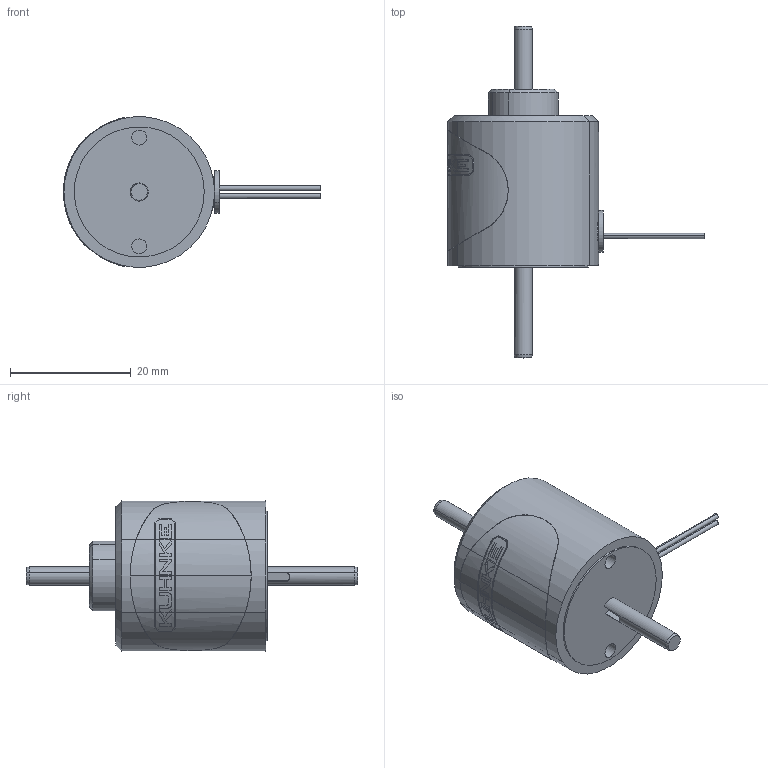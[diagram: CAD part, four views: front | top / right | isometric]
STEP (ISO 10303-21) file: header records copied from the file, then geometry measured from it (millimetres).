
FILE_DESCRIPTION(('CATIA V5 STEP Exchange'),'2;1');
FILE_NAME('D24-BOR-F-DS9420_10207250_1.stp','2014-04-02T08:55:15+00:00',('none'),('none'),'CATIA Version 5 Release 19 SP 9 (IN-10)','CATIA V5 STEP AP214','none');
FILE_SCHEMA(('AUTOMOTIVE_DESIGN { 1 0 10303 214 1 1 1 1 }'));
Length unit declared in the file: millimetre
Products named in the file (1): 10207250________--___0_AllCATPart
Bounding box: 42.55 x 54.9 x 24.82 mm (x, y, z)
Volume: 12772.5 mm3; surface area: 4594.4 mm2
Topology: 2 solids, 2 shells, 170 faces, 432 edges, 286 vertices
Faces by surface type: plane 99, cylinder 59, cone 8, torus 2, extrusion 2
Entity records: 5733 total; most frequent: CARTESIAN_POINT 1260, ORIENTED_EDGE 864, DIRECTION 559, EDGE_CURVE 432, VERTEX_POINT 286, AXIS2_PLACEMENT_3D 248, VECTOR 203, LINE 201
